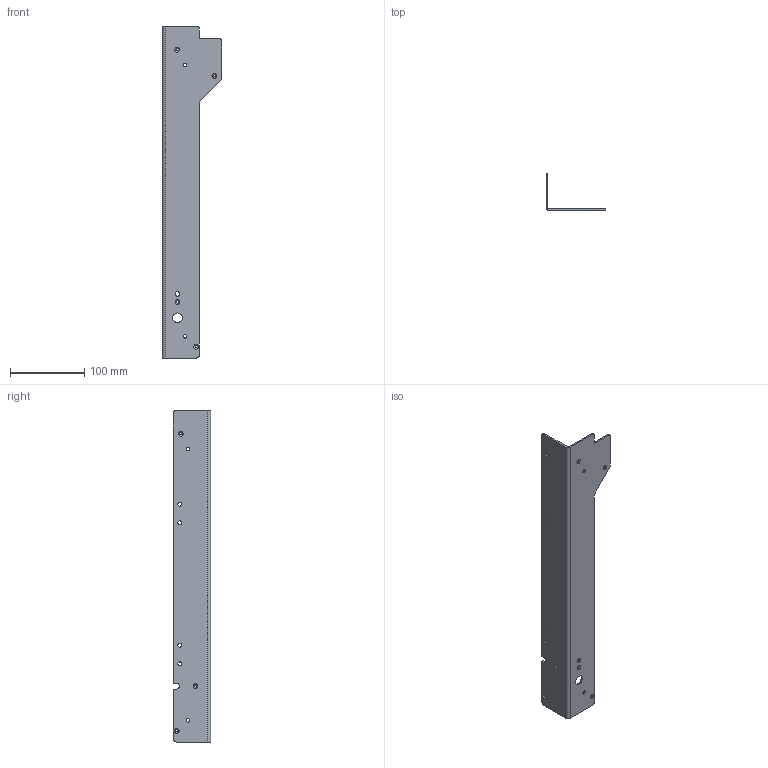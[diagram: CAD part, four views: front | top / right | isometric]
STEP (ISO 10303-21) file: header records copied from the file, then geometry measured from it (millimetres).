
FILE_DESCRIPTION(/* description */ ('ESQUINA IZQUIERDA'),/* implementation_level */ '2;1');
FILE_NAME(/* name */ 'C04H030040-left-corner-metal-sheet.stp',/* time_stamp */ '2014-12-23T08:50:28+01:00',/* author */ ('Startic'),/* organization */ ('MARCHA TECHNOLOGY'),/* preprocessor_version */ 'ST-DEVELOPER v15.6',/* originating_system */ 'Autodesk Inventor LT ',/* authorisation */ '');
FILE_SCHEMA (('AUTOMOTIVE_DESIGN { 1 0 10303 214 3 1 1 }'));
Length unit declared in the file: millimetre
Products named in the file (1): C04H030040-left-corner-metal-sheet
Bounding box: 80 x 50 x 446 mm (x, y, z)
Volume: 89355.8 mm3; surface area: 92200.3 mm2
Topology: 1 solids, 1 shells, 51 faces, 155 edges, 106 vertices
Faces by surface type: cylinder 29, plane 15, cone 7
Full cylindrical faces by diameter (mm): 3.4 x7, 4.917 x4, 5.25 x4, 6.3 x1, 13 x1
Entity records: 1615 total; most frequent: DIRECTION 285, CARTESIAN_POINT 259, ORIENTED_EDGE 232, AXIS2_PLACEMENT_3D 117, EDGE_CURVE 116, EDGE_LOOP 109, VERTEX_POINT 91, CIRCLE 65
